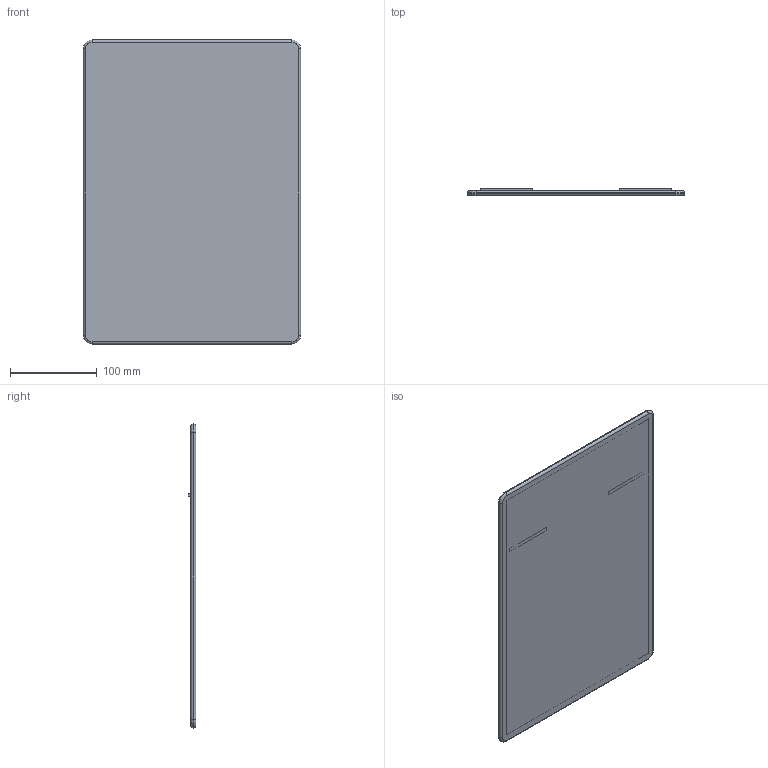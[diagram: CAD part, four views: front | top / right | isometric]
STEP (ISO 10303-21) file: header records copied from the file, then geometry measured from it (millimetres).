
FILE_DESCRIPTION (( 'STEP AP203' ), '1' );
FILE_NAME ('Charola.STEP', '2023-03-02T19:11:09', ( '' ), ( '' ), 'SwSTEP 2.0', 'SolidWorks 2022', '' );
FILE_SCHEMA (( 'CONFIG_CONTROL_DESIGN' ));
Length unit declared in the file: millimetre
Products named in the file (1): Charola
Bounding box: 250 x 8.5 x 350 mm (x, y, z)
Volume: 100163.2 mm3; surface area: 185075.8 mm2
Topology: 1 solids, 1 shells, 45 faces, 100 edges, 60 vertices
Faces by surface type: plane 21, cylinder 16, torus 8
Entity records: 1303 total; most frequent: DIRECTION 220, CARTESIAN_POINT 218, ORIENTED_EDGE 200, EDGE_CURVE 100, AXIS2_PLACEMENT_3D 78, LINE 64, VECTOR 64, VERTEX_POINT 60
